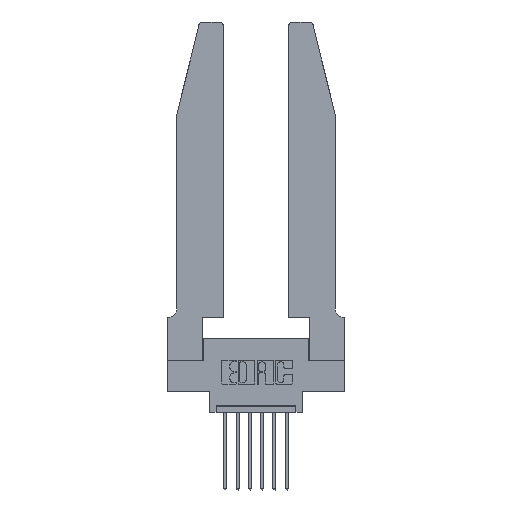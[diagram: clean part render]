
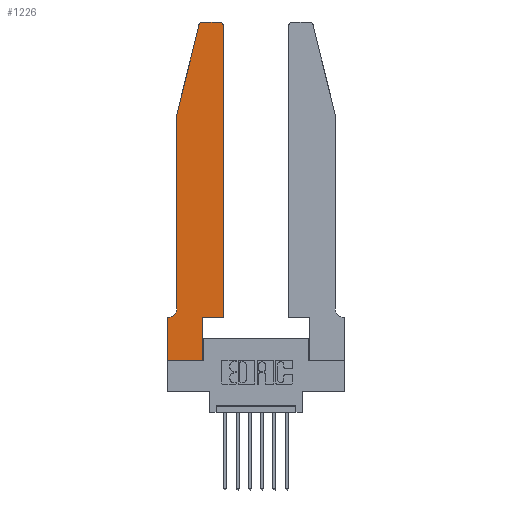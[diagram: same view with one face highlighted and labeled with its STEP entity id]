
A CAD part, top view. The second image highlights one B-rep face of the part: STEP entity #1226.
In plain terms, the highlighted planar face has unit normal (0, 0, 1).
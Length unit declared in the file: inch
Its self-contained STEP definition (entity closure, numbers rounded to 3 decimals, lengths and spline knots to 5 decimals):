
#190 = DIRECTION ( 'NONE',  ( 0., 0., 1. ) ) ;
#482 = CARTESIAN_POINT ( 'NONE',  ( 0.0755, 2., 0.37 ) ) ;
#552 = CARTESIAN_POINT ( 'NONE',  ( 0.0755, 0.42, 0.37 ) ) ;
#671 = EDGE_CURVE ( 'NONE', #3964, #8782, #4169, .T. ) ;
#1029 = VERTEX_POINT ( 'NONE', #3246 ) ;
#1035 = DIRECTION ( 'NONE',  ( 0., 0., 1. ) ) ;
#1212 = DIRECTION ( 'NONE',  ( 0., -1., 0. ) ) ;
#1226 = ADVANCED_FACE ( 'NONE', ( #3816 ), #5692, .T. ) ;
#1331 = EDGE_CURVE ( 'NONE', #11760, #7227, #6037, .T. ) ;
#1436 = DIRECTION ( 'NONE',  ( -1., 0., 0. ) ) ;
#1458 = DIRECTION ( 'NONE',  ( -0.239, -0.971, 0. ) ) ;
#1695 = EDGE_CURVE ( 'NONE', #11740, #10428, #5167, .T. ) ;
#1778 = VERTEX_POINT ( 'NONE', #7962 ) ;
#1965 = ORIENTED_EDGE ( 'NONE', *, *, #5495, .T. ) ;
#2016 = CARTESIAN_POINT ( 'NONE',  ( 0.2865, 0.35, 0.37 ) ) ;
#2347 = CARTESIAN_POINT ( 'NONE',  ( 0., 0., 0.37 ) ) ;
#2535 = VERTEX_POINT ( 'NONE', #14054 ) ;
#2653 = DIRECTION ( 'NONE',  ( 0., 0., -1. ) ) ;
#2782 = VECTOR ( 'NONE', #1212, 39.37008 ) ;
#2785 = EDGE_CURVE ( 'NONE', #12633, #11760, #8385, .T. ) ;
#3026 = VERTEX_POINT ( 'NONE', #7618 ) ;
#3030 = ORIENTED_EDGE ( 'NONE', *, *, #3459, .T. ) ;
#3246 = CARTESIAN_POINT ( 'NONE',  ( 0.4505, 0.35, 0.37 ) ) ;
#3459 = EDGE_CURVE ( 'NONE', #1029, #1778, #6141, .T. ) ;
#3464 = CARTESIAN_POINT ( 'NONE',  ( 0.4505, 0.35, 0.37 ) ) ;
#3497 = CARTESIAN_POINT ( 'NONE',  ( 0., 0.35, 0.37 ) ) ;
#3816 = FACE_OUTER_BOUND ( 'NONE', #6772, .T. ) ;
#3964 = VERTEX_POINT ( 'NONE', #10950 ) ;
#4013 = CARTESIAN_POINT ( 'NONE',  ( 0.0055, 0.35, 0.37 ) ) ;
#4169 = LINE ( 'NONE', #9121, #7073 ) ;
#4170 = LINE ( 'NONE', #7833, #6215 ) ;
#4278 = DIRECTION ( 'NONE',  ( 0., 1., 0. ) ) ;
#4469 = VECTOR ( 'NONE', #4278, 39.37008 ) ;
#4730 = LINE ( 'NONE', #2347, #7111 ) ;
#4735 = DIRECTION ( 'NONE',  ( 0., 0., 1. ) ) ;
#4763 = DIRECTION ( 'NONE',  ( -1., 0., 0. ) ) ;
#5007 = ORIENTED_EDGE ( 'NONE', *, *, #5249, .T. ) ;
#5011 = ORIENTED_EDGE ( 'NONE', *, *, #671, .T. ) ;
#5145 = ORIENTED_EDGE ( 'NONE', *, *, #10265, .T. ) ;
#5167 = CIRCLE ( 'NONE', #10726, 0.03 ) ;
#5249 = EDGE_CURVE ( 'NONE', #2535, #1029, #14291, .T. ) ;
#5495 = EDGE_CURVE ( 'NONE', #7788, #2535, #11683, .T. ) ;
#5670 = ORIENTED_EDGE ( 'NONE', *, *, #1331, .T. ) ;
#5692 = PLANE ( 'NONE',  #9085 ) ;
#5814 = VECTOR ( 'NONE', #6553, 39.37008 ) ;
#5838 = VECTOR ( 'NONE', #9063, 39.37008 ) ;
#6037 = LINE ( 'NONE', #12235, #2782 ) ;
#6141 = LINE ( 'NONE', #3464, #5814 ) ;
#6199 = CARTESIAN_POINT ( 'NONE',  ( 0., 0.35, 0.37 ) ) ;
#6215 = VECTOR ( 'NONE', #12180, 39.37008 ) ;
#6553 = DIRECTION ( 'NONE',  ( 0., 1., 0. ) ) ;
#6772 = EDGE_LOOP ( 'NONE', ( #7650, #7623, #12830, #5011, #11394, #7607, #5670, #13839, #1965, #5007, #3030, #5145 ) ) ;
#6951 = EDGE_CURVE ( 'NONE', #10428, #3964, #11294, .T. ) ;
#7073 = VECTOR ( 'NONE', #13550, 39.37008 ) ;
#7111 = VECTOR ( 'NONE', #9012, 39.37008 ) ;
#7227 = VERTEX_POINT ( 'NONE', #7276 ) ;
#7276 = CARTESIAN_POINT ( 'NONE',  ( 0., 0., 0.37 ) ) ;
#7442 = CIRCLE ( 'NONE', #10499, 0.07 ) ;
#7607 = ORIENTED_EDGE ( 'NONE', *, *, #2785, .T. ) ;
#7618 = CARTESIAN_POINT ( 'NONE',  ( 0.4205, 2.75, 0.37 ) ) ;
#7623 = ORIENTED_EDGE ( 'NONE', *, *, #1695, .T. ) ;
#7650 = ORIENTED_EDGE ( 'NONE', *, *, #10574, .T. ) ;
#7710 = CARTESIAN_POINT ( 'NONE',  ( 0.4205, 2.72, 0.37 ) ) ;
#7764 = CIRCLE ( 'NONE', #9960, 0.03 ) ;
#7775 = CARTESIAN_POINT ( 'NONE',  ( 0.284, 2.72, 0.37 ) ) ;
#7788 = VERTEX_POINT ( 'NONE', #11852 ) ;
#7833 = CARTESIAN_POINT ( 'NONE',  ( 0.2605, 2.75, 0.37 ) ) ;
#7889 = DIRECTION ( 'NONE',  ( 1., 0., 0. ) ) ;
#7962 = CARTESIAN_POINT ( 'NONE',  ( 0.4505, 2.72, 0.37 ) ) ;
#8219 = EDGE_CURVE ( 'NONE', #7227, #7788, #4730, .T. ) ;
#8385 = LINE ( 'NONE', #13661, #10466 ) ;
#8719 = DIRECTION ( 'NONE',  ( 1., 0., 0. ) ) ;
#8782 = VERTEX_POINT ( 'NONE', #552 ) ;
#8896 = DIRECTION ( 'NONE',  ( 1., 0., 0. ) ) ;
#9012 = DIRECTION ( 'NONE',  ( 1., 0., 0. ) ) ;
#9063 = DIRECTION ( 'NONE',  ( 1., 0., 0. ) ) ;
#9085 = AXIS2_PLACEMENT_3D ( 'NONE', #3497, #4735, #7889 ) ;
#9121 = CARTESIAN_POINT ( 'NONE',  ( 0.0755, 2., 0.37 ) ) ;
#9960 = AXIS2_PLACEMENT_3D ( 'NONE', #7710, #1035, #8719 ) ;
#10119 = CARTESIAN_POINT ( 'NONE',  ( 0.25487, 2.72718, 0.37 ) ) ;
#10265 = EDGE_CURVE ( 'NONE', #1778, #3026, #7764, .T. ) ;
#10428 = VERTEX_POINT ( 'NONE', #10119 ) ;
#10466 = VECTOR ( 'NONE', #1436, 39.37008 ) ;
#10499 = AXIS2_PLACEMENT_3D ( 'NONE', #12507, #2653, #4763 ) ;
#10574 = EDGE_CURVE ( 'NONE', #3026, #11740, #4170, .T. ) ;
#10726 = AXIS2_PLACEMENT_3D ( 'NONE', #7775, #190, #8896 ) ;
#10950 = CARTESIAN_POINT ( 'NONE',  ( 0.0755, 2., 0.37 ) ) ;
#11294 = LINE ( 'NONE', #482, #11637 ) ;
#11394 = ORIENTED_EDGE ( 'NONE', *, *, #12400, .T. ) ;
#11637 = VECTOR ( 'NONE', #1458, 39.37008 ) ;
#11683 = LINE ( 'NONE', #2016, #4469 ) ;
#11740 = VERTEX_POINT ( 'NONE', #13959 ) ;
#11760 = VERTEX_POINT ( 'NONE', #6199 ) ;
#11852 = CARTESIAN_POINT ( 'NONE',  ( 0.2865, 0., 0.37 ) ) ;
#12180 = DIRECTION ( 'NONE',  ( -1., 0., 0. ) ) ;
#12235 = CARTESIAN_POINT ( 'NONE',  ( 0., 0., 0.37 ) ) ;
#12344 = CARTESIAN_POINT ( 'NONE',  ( 0.4505, 0.35, 0.37 ) ) ;
#12400 = EDGE_CURVE ( 'NONE', #8782, #12633, #7442, .T. ) ;
#12507 = CARTESIAN_POINT ( 'NONE',  ( 0.0055, 0.42, 0.37 ) ) ;
#12633 = VERTEX_POINT ( 'NONE', #4013 ) ;
#12830 = ORIENTED_EDGE ( 'NONE', *, *, #6951, .T. ) ;
#13550 = DIRECTION ( 'NONE',  ( 0., -1., 0. ) ) ;
#13661 = CARTESIAN_POINT ( 'NONE',  ( 0.0755, 0.35, 0.37 ) ) ;
#13839 = ORIENTED_EDGE ( 'NONE', *, *, #8219, .T. ) ;
#13959 = CARTESIAN_POINT ( 'NONE',  ( 0.284, 2.75, 0.37 ) ) ;
#14054 = CARTESIAN_POINT ( 'NONE',  ( 0.2865, 0.35, 0.37 ) ) ;
#14291 = LINE ( 'NONE', #12344, #5838 ) ;
